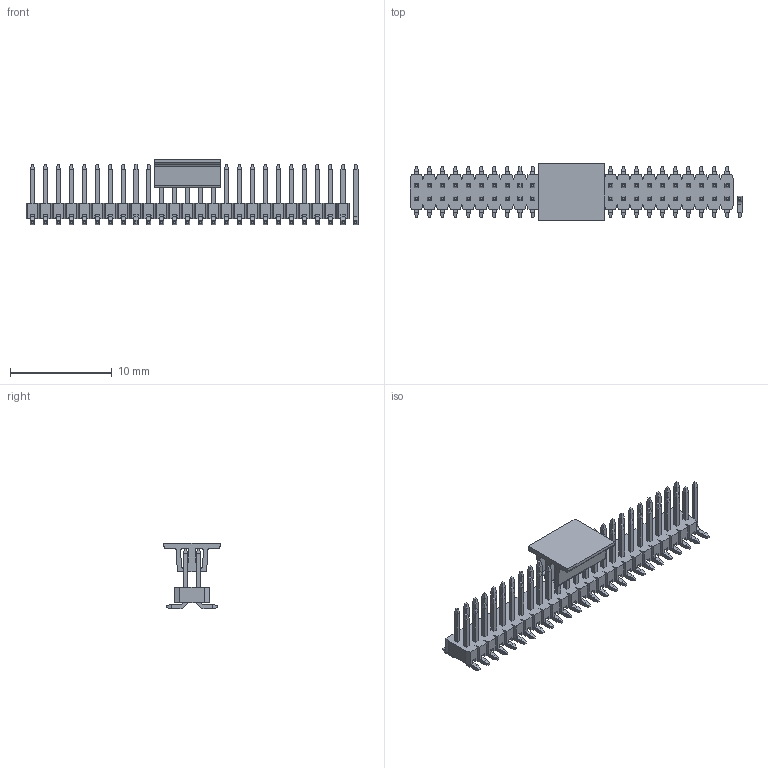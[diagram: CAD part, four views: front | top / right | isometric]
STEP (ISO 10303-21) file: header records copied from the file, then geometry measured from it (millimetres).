
FILE_DESCRIPTION(/* description */ ('Unknown'),/* implementation_level */ '2;1');
FILE_NAME(/* name */ '62135021021',/* time_stamp */ '2023-01-13T12:19:38+01:00',/* author */ ('Unknown'),/* organization */ ('Unknown'),/* preprocessor_version */ 'ST-DEVELOPER v16.7',/* originating_system */ 'Solid Edge',/* authorisation */ 'Unknown');
FILE_SCHEMA (('AUTOMOTIVE_DESIGN {1 0 10303 214 3 1 1}'));
Length unit declared in the file: millimetre
Products named in the file (4): 6213xx21021; 621x5021021_Housing; 6210xx21021_PIN; 6213xx21021_Cap
Assembly tree (53 placements, depth 2):
  6213xx21021
    621x5021021_Housing
    6210xx21021_PIN  x51
    6213xx21021_Cap
Bounding box: 32.59 x 5.5 x 6.41 mm (x, y, z)
Volume: 235.4 mm3; surface area: 1244.6 mm2
Topology: 53 solids, 53 shells, 1454 faces, 3686 edges, 2288 vertices
Faces by surface type: plane 1338, cylinder 116
Entity records: 19061 total; most frequent: CARTESIAN_POINT 3382, ORIENTED_EDGE 3372, DIRECTION 2934, EDGE_CURVE 1686, LINE 1654, VECTOR 1654, VERTEX_POINT 1088, AXIS2_PLACEMENT_3D 640
